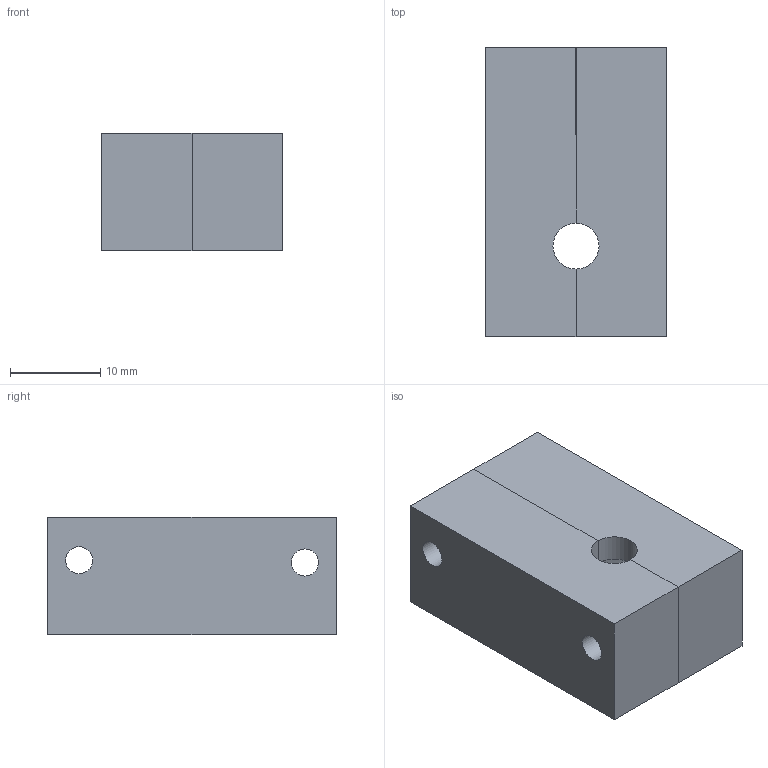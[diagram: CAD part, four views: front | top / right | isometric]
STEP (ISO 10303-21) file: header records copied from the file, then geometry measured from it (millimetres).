
FILE_DESCRIPTION(/* description */ (''),/* implementation_level */ '2;1');
FILE_NAME(/* name */ 'GM_TopZrod.step',/* time_stamp */ '2023-10-08T10:10:18-07:00',/* author */ (''),/* organization */ (''),/* preprocessor_version */ 'ST-DEVELOPER v20',/* originating_system */ 'Autodesk Translation Framework v12.14.0.127',/* authorisation */ '');
FILE_SCHEMA (('AUTOMOTIVE_DESIGN { 1 0 10303 214 3 1 1 }'));
Length unit declared in the file: millimetre
Products named in the file (1): TopZrod
Bounding box: 20 x 32 x 13 mm (x, y, z)
Volume: 7031.4 mm3; surface area: 3943.1 mm2
Topology: 2 solids, 2 shells, 36 faces, 96 edges, 64 vertices
Faces by surface type: plane 26, cylinder 10
Full cylindrical faces by diameter (mm): 3 x4
Entity records: 1168 total; most frequent: CARTESIAN_POINT 197, ORIENTED_EDGE 192, DIRECTION 190, EDGE_CURVE 96, LINE 76, VECTOR 76, VERTEX_POINT 64, AXIS2_PLACEMENT_3D 57
